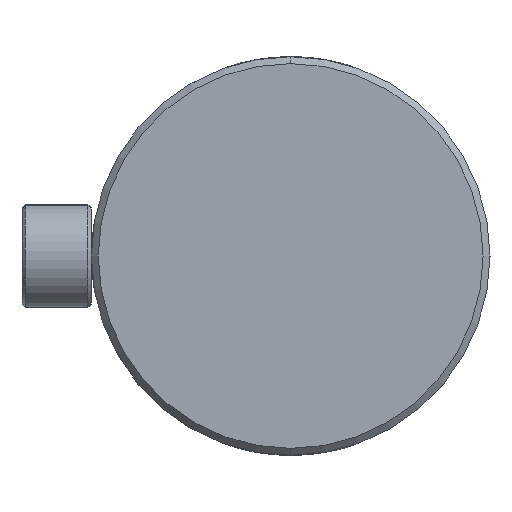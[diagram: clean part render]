
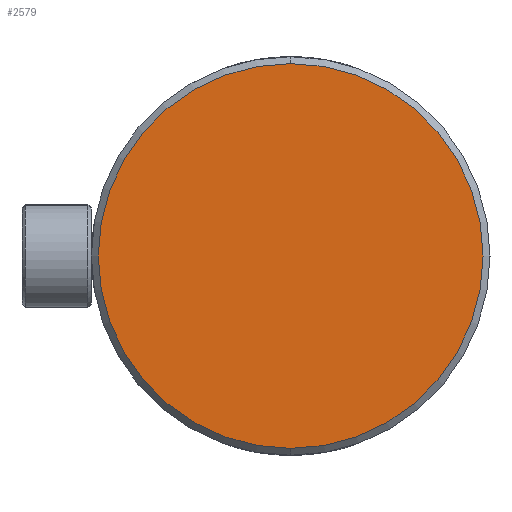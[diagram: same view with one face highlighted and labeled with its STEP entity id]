
A CAD part, left-side view. The second image highlights one B-rep face of the part: STEP entity #2579.
In plain terms, the highlighted planar face has unit normal (-1, 0, 0).
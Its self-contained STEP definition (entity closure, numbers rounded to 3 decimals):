
#623 = VERTEX_POINT ( 'NONE', #2972 ) ;
#863 = CARTESIAN_POINT ( 'NONE',  ( -58., 0., 0. ) ) ;
#1039 = EDGE_LOOP ( 'NONE', ( #1964, #2458 ) ) ;
#1098 = VERTEX_POINT ( 'NONE', #1395 ) ;
#1303 = DIRECTION ( 'NONE',  ( -1., 0., 0. ) ) ;
#1395 = CARTESIAN_POINT ( 'NONE',  ( -58., 0., 55.5 ) ) ;
#1603 = EDGE_CURVE ( 'NONE', #623, #1098, #1848, .T. ) ;
#1616 = CIRCLE ( 'NONE', #2850, 55.5 ) ;
#1848 = CIRCLE ( 'NONE', #2736, 55.5 ) ;
#1900 = DIRECTION ( 'NONE',  ( 0., 0., 1. ) ) ;
#1964 = ORIENTED_EDGE ( 'NONE', *, *, #1603, .T. ) ;
#2458 = ORIENTED_EDGE ( 'NONE', *, *, #3159, .T. ) ;
#2579 = ADVANCED_FACE ( 'NONE', ( #3047 ), #3164, .T. ) ;
#2718 = AXIS2_PLACEMENT_3D ( 'NONE', #3479, #3827, #1900 ) ;
#2736 = AXIS2_PLACEMENT_3D ( 'NONE', #863, #3876, #3339 ) ;
#2850 = AXIS2_PLACEMENT_3D ( 'NONE', #3229, #1303, #3567 ) ;
#2972 = CARTESIAN_POINT ( 'NONE',  ( -58., 0., -55.5 ) ) ;
#3047 = FACE_OUTER_BOUND ( 'NONE', #1039, .T. ) ;
#3159 = EDGE_CURVE ( 'NONE', #1098, #623, #1616, .T. ) ;
#3164 = PLANE ( 'NONE',  #2718 ) ;
#3229 = CARTESIAN_POINT ( 'NONE',  ( -58., 0., 0. ) ) ;
#3339 = DIRECTION ( 'NONE',  ( 0., 0., 1. ) ) ;
#3479 = CARTESIAN_POINT ( 'NONE',  ( -58., 0., 0. ) ) ;
#3567 = DIRECTION ( 'NONE',  ( 0., 0., 1. ) ) ;
#3827 = DIRECTION ( 'NONE',  ( -1., 0., 0. ) ) ;
#3876 = DIRECTION ( 'NONE',  ( -1., 0., 0. ) ) ;
